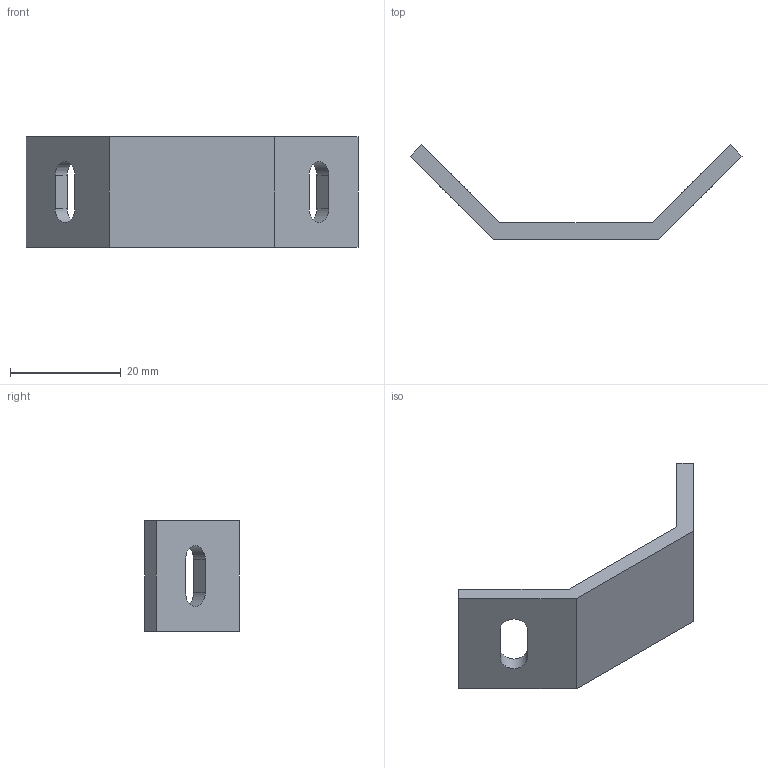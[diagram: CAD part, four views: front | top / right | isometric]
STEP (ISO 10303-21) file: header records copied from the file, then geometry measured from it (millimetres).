
FILE_DESCRIPTION (( 'STEP AP214' ), '1' );
FILE_NAME ('Ñáîðêà2.STEP', '2024-04-15T09:35:59', ( '' ), ( '' ), 'SwSTEP 2.0', 'SolidWorks 2022', '' );
FILE_SCHEMA (( 'AUTOMOTIVE_DESIGN' ));
Length unit declared in the file: millimetre
Products named in the file (2): B489 Угловой соединитель 20x20 (черный), паз 6_00; Сборка2
Assembly tree (1 placements, depth 2):
  Сборка2
    B489 Угловой соединитель 20x20 (черный), паз 6_00
Bounding box: 60 x 17.14 x 20 mm (x, y, z)
Volume: 3899.7 mm3; surface area: 3305.8 mm2
Topology: 1 solids, 1 shells, 18 faces, 48 edges, 32 vertices
Faces by surface type: plane 14, cylinder 4
Entity records: 634 total; most frequent: CARTESIAN_POINT 102, DIRECTION 100, ORIENTED_EDGE 96, EDGE_CURVE 48, VECTOR 40, LINE 40, VERTEX_POINT 32, AXIS2_PLACEMENT_3D 30
